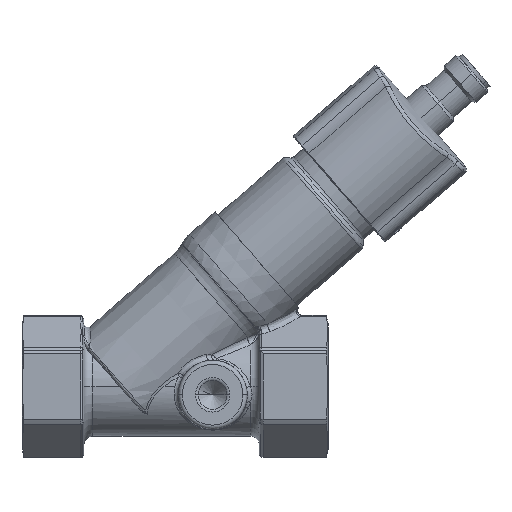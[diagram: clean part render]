
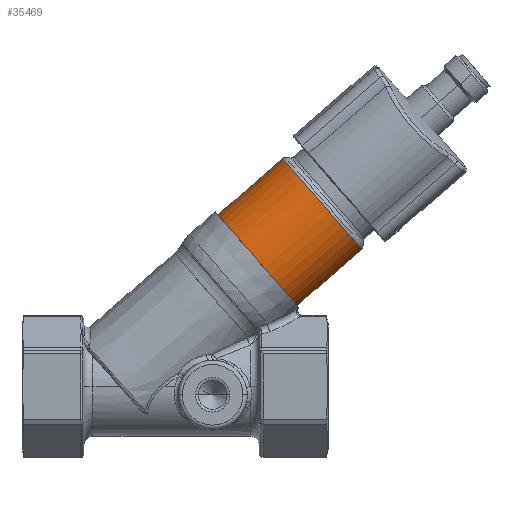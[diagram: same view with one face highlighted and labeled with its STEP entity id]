
A CAD part, top view. The second image highlights one B-rep face of the part: STEP entity #35469.
In plain terms, the highlighted cylindrical face has radius 15 mm (diameter 30 mm), a partial arc.
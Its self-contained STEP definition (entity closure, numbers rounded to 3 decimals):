
#214 = CIRCLE ( 'NONE', #12733, 15. ) ;
#2130 = EDGE_CURVE ( 'NONE', #48182, #14157, #52109, .T. ) ;
#2209 = CARTESIAN_POINT ( 'NONE',  ( 52.404, 45.554, 0. ) ) ;
#3376 = CARTESIAN_POINT ( 'NONE',  ( 62.245, 34.233, 0. ) ) ;
#6558 = DIRECTION ( 'NONE',  ( -0.656, 0.755, 0. ) ) ;
#10285 = AXIS2_PLACEMENT_3D ( 'NONE', #2209, #49513, #6558 ) ;
#10487 = DIRECTION ( 'NONE',  ( 0.755, 0.656, 0. ) ) ;
#10688 = DIRECTION ( 'NONE',  ( -0.656, 0.755, 0. ) ) ;
#12733 = AXIS2_PLACEMENT_3D ( 'NONE', #57407, #10487, #10688 ) ;
#13469 = EDGE_CURVE ( 'NONE', #54195, #31825, #214, .T. ) ;
#14157 = VERTEX_POINT ( 'NONE', #3376 ) ;
#14644 = CYLINDRICAL_SURFACE ( 'NONE', #22992, 15. ) ;
#14758 = EDGE_CURVE ( 'NONE', #54195, #48182, #44270, .T. ) ;
#22992 = AXIS2_PLACEMENT_3D ( 'NONE', #59839, #40998, #45731 ) ;
#24277 = FACE_OUTER_BOUND ( 'NONE', #36713, .T. ) ;
#27517 = CARTESIAN_POINT ( 'NONE',  ( 45.841, 19.973, 0. ) ) ;
#27918 = DIRECTION ( 'NONE',  ( 0.755, 0.656, 0. ) ) ;
#28184 = CARTESIAN_POINT ( 'NONE',  ( 46.067, 20.17, 0. ) ) ;
#29482 = CARTESIAN_POINT ( 'NONE',  ( 26.385, 42.811, 0. ) ) ;
#31725 = VECTOR ( 'NONE', #41282, 1000. ) ;
#31825 = VERTEX_POINT ( 'NONE', #28184 ) ;
#33002 = ORIENTED_EDGE ( 'NONE', *, *, #58074, .T. ) ;
#35141 = VECTOR ( 'NONE', #27918, 1000. ) ;
#35469 = ADVANCED_FACE ( 'NONE', ( #24277 ), #14644, .T. ) ;
#36713 = EDGE_LOOP ( 'NONE', ( #53176, #33002, #41711, #40061 ) ) ;
#40061 = ORIENTED_EDGE ( 'NONE', *, *, #14758, .F. ) ;
#40998 = DIRECTION ( 'NONE',  ( 0.755, 0.656, 0. ) ) ;
#41282 = DIRECTION ( 'NONE',  ( 0.755, 0.656, 0. ) ) ;
#41711 = ORIENTED_EDGE ( 'NONE', *, *, #2130, .F. ) ;
#44270 = LINE ( 'NONE', #51386, #31725 ) ;
#45731 = DIRECTION ( 'NONE',  ( -0.656, 0.755, 0. ) ) ;
#48182 = VERTEX_POINT ( 'NONE', #52712 ) ;
#49513 = DIRECTION ( 'NONE',  ( 0.755, 0.656, 0. ) ) ;
#51386 = CARTESIAN_POINT ( 'NONE',  ( 26.159, 42.615, 0. ) ) ;
#52109 = CIRCLE ( 'NONE', #10285, 15. ) ;
#52712 = CARTESIAN_POINT ( 'NONE',  ( 42.563, 56.875, 0. ) ) ;
#53176 = ORIENTED_EDGE ( 'NONE', *, *, #13469, .T. ) ;
#54195 = VERTEX_POINT ( 'NONE', #29482 ) ;
#57407 = CARTESIAN_POINT ( 'NONE',  ( 36.226, 31.491, 0. ) ) ;
#58074 = EDGE_CURVE ( 'NONE', #31825, #14157, #58868, .T. ) ;
#58868 = LINE ( 'NONE', #27517, #35141 ) ;
#59839 = CARTESIAN_POINT ( 'NONE',  ( 36., 31.294, 0. ) ) ;
